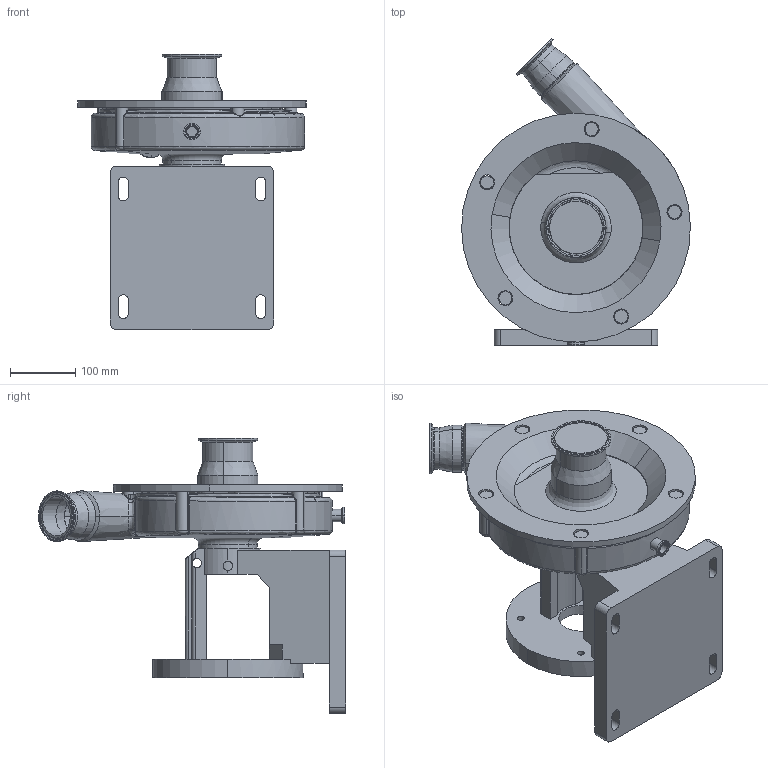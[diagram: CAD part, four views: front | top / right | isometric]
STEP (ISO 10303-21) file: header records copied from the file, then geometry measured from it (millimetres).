
FILE_DESCRIPTION (( 'STEP AP214' ), '1' );
FILE_NAME ('FP 355 210TC 45L 3-4 In STRAIGHT DRAIN.STEP', '2010-02-22T19:22:18', ( ' ' ), ( '' ), 'SwSTEP 2.0', 'SolidWorks 2010', '' );
FILE_SCHEMA (( 'AUTOMOTIVE_DESIGN' ));
Length unit declared in the file: millimetre
Products named in the file (2): FP 355 210TC 45L 3-4 In STRAIGHT DRAIN; FP 355 210TC 45L 3-4 In STRAIGHT DRAIN^1275000122
Assembly tree (1 placements, depth 2):
  FP 355 210TC 45L 3-4 In STRAIGHT DRAIN
    FP 355 210TC 45L 3-4 In STRAIGHT DRAIN^1275000122
Bounding box: 349.95 x 469.7 x 420.65 mm (x, y, z)
Volume: 10629132.8 mm3; surface area: 804896.1 mm2
Topology: 2 solids, 2 shells, 435 faces, 1122 edges, 689 vertices
Faces by surface type: cylinder 149, bspline 102, plane 99, cone 41, torus 38, sphere 6
Entity records: 37503 total; most frequent: CARTESIAN_POINT 27268, ORIENTED_EDGE 2234, DIRECTION 2003, EDGE_CURVE 1117, AXIS2_PLACEMENT_3D 814, VERTEX_POINT 689, CIRCLE 477, EDGE_LOOP 476
